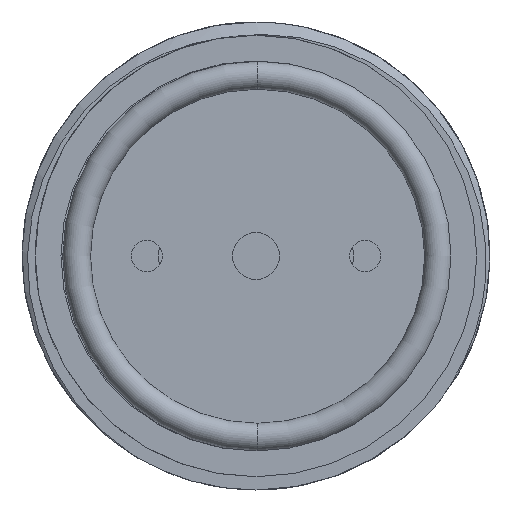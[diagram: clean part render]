
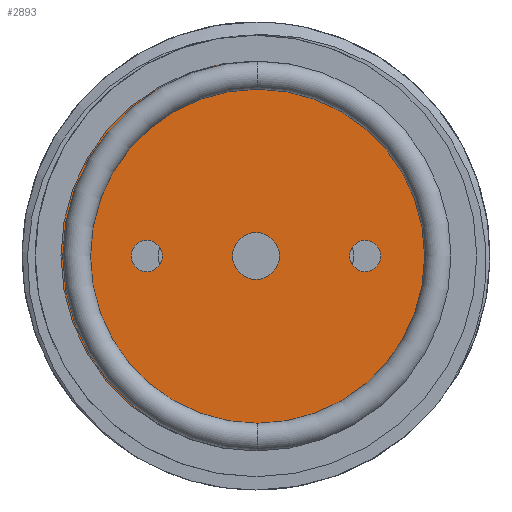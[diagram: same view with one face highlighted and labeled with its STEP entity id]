
A CAD part, front view. The second image highlights one B-rep face of the part: STEP entity #2893.
In plain terms, the highlighted planar face has unit normal (0, -1, 0).
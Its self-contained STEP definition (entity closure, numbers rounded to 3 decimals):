
#20 = FACE_BOUND ( 'NONE', #419, .T. ) ;
#119 = DIRECTION ( 'NONE',  ( 0., -1., 0. ) ) ;
#204 = ORIENTED_EDGE ( 'NONE', *, *, #2322, .F. ) ;
#208 = CIRCLE ( 'NONE', #2982, 12.5 ) ;
#218 = CARTESIAN_POINT ( 'NONE',  ( 0., 1.4, 0. ) ) ;
#251 = CIRCLE ( 'NONE', #3634, 1. ) ;
#257 = EDGE_LOOP ( 'NONE', ( #2116, #4513 ) ) ;
#419 = EDGE_LOOP ( 'NONE', ( #204, #3277 ) ) ;
#582 = DIRECTION ( 'NONE',  ( 0., 0., -1. ) ) ;
#588 = VERTEX_POINT ( 'NONE', #1178 ) ;
#682 = AXIS2_PLACEMENT_3D ( 'NONE', #1583, #4068, #1950 ) ;
#722 = CARTESIAN_POINT ( 'NONE',  ( 0., 1.4, 0. ) ) ;
#788 = CARTESIAN_POINT ( 'NONE',  ( 0., 1.4, 0. ) ) ;
#801 = EDGE_CURVE ( 'NONE', #3261, #2758, #1125, .T. ) ;
#806 = DIRECTION ( 'NONE',  ( 0., -1., 0. ) ) ;
#873 = FACE_OUTER_BOUND ( 'NONE', #3632, .T. ) ;
#946 = CARTESIAN_POINT ( 'NONE',  ( 0., 1.4, 1.5 ) ) ;
#1036 = CARTESIAN_POINT ( 'NONE',  ( 0., 1.4, -12.5 ) ) ;
#1066 = VERTEX_POINT ( 'NONE', #3301 ) ;
#1085 = ORIENTED_EDGE ( 'NONE', *, *, #2906, .F. ) ;
#1087 = DIRECTION ( 'NONE',  ( 0., 0., -1. ) ) ;
#1125 = CIRCLE ( 'NONE', #2261, 1. ) ;
#1130 = CARTESIAN_POINT ( 'NONE',  ( 0., 1.4, 0. ) ) ;
#1178 = CARTESIAN_POINT ( 'NONE',  ( 0., 1.4, 12.5 ) ) ;
#1499 = DIRECTION ( 'NONE',  ( 0., 0., -1. ) ) ;
#1583 = CARTESIAN_POINT ( 'NONE',  ( -7., 1.4, 0. ) ) ;
#1591 = CARTESIAN_POINT ( 'NONE',  ( 7., 1.4, 0. ) ) ;
#1707 = DIRECTION ( 'NONE',  ( 0., -1., 0. ) ) ;
#1786 = ORIENTED_EDGE ( 'NONE', *, *, #2021, .F. ) ;
#1815 = FACE_BOUND ( 'NONE', #3493, .T. ) ;
#1817 = VERTEX_POINT ( 'NONE', #1036 ) ;
#1863 = AXIS2_PLACEMENT_3D ( 'NONE', #3840, #1707, #4192 ) ;
#1873 = DIRECTION ( 'NONE',  ( 0., 0., -1. ) ) ;
#1890 = CARTESIAN_POINT ( 'NONE',  ( 7., 1.4, 1. ) ) ;
#1924 = EDGE_CURVE ( 'NONE', #1817, #588, #3244, .T. ) ;
#1950 = DIRECTION ( 'NONE',  ( 0., 0., -1. ) ) ;
#2021 = EDGE_CURVE ( 'NONE', #3183, #3030, #4059, .T. ) ;
#2070 = AXIS2_PLACEMENT_3D ( 'NONE', #722, #3246, #1087 ) ;
#2094 = AXIS2_PLACEMENT_3D ( 'NONE', #2959, #806, #3327 ) ;
#2116 = ORIENTED_EDGE ( 'NONE', *, *, #4281, .F. ) ;
#2261 = AXIS2_PLACEMENT_3D ( 'NONE', #1591, #2921, #4333 ) ;
#2274 = CARTESIAN_POINT ( 'NONE',  ( -7., 1.4, 0. ) ) ;
#2322 = EDGE_CURVE ( 'NONE', #1066, #4366, #3288, .T. ) ;
#2336 = AXIS2_PLACEMENT_3D ( 'NONE', #788, #4001, #1873 ) ;
#2497 = EDGE_CURVE ( 'NONE', #588, #1817, #208, .T. ) ;
#2624 = CARTESIAN_POINT ( 'NONE',  ( 7., 1.4, -1. ) ) ;
#2629 = DIRECTION ( 'NONE',  ( 0., 0., -1. ) ) ;
#2727 = DIRECTION ( 'NONE',  ( 0., -1., 0. ) ) ;
#2758 = VERTEX_POINT ( 'NONE', #2624 ) ;
#2893 = ADVANCED_FACE ( 'NONE', ( #3716, #20, #1815, #873 ), #2931, .T. ) ;
#2906 = EDGE_CURVE ( 'NONE', #3030, #3183, #3596, .T. ) ;
#2921 = DIRECTION ( 'NONE',  ( 0., -1., 0. ) ) ;
#2931 = PLANE ( 'NONE',  #2336 ) ;
#2959 = CARTESIAN_POINT ( 'NONE',  ( 0., 1.4, 0. ) ) ;
#2982 = AXIS2_PLACEMENT_3D ( 'NONE', #218, #2727, #582 ) ;
#3030 = VERTEX_POINT ( 'NONE', #946 ) ;
#3183 = VERTEX_POINT ( 'NONE', #4561 ) ;
#3244 = CIRCLE ( 'NONE', #2070, 12.5 ) ;
#3246 = DIRECTION ( 'NONE',  ( 0., -1., 0. ) ) ;
#3261 = VERTEX_POINT ( 'NONE', #1890 ) ;
#3273 = EDGE_CURVE ( 'NONE', #4366, #1066, #251, .T. ) ;
#3277 = ORIENTED_EDGE ( 'NONE', *, *, #3273, .F. ) ;
#3288 = CIRCLE ( 'NONE', #682, 1. ) ;
#3301 = CARTESIAN_POINT ( 'NONE',  ( -7., 1.4, -1. ) ) ;
#3327 = DIRECTION ( 'NONE',  ( 0., 0., -1. ) ) ;
#3493 = EDGE_LOOP ( 'NONE', ( #1786, #1085 ) ) ;
#3596 = CIRCLE ( 'NONE', #2094, 1.5 ) ;
#3623 = DIRECTION ( 'NONE',  ( 0., -1., 0. ) ) ;
#3632 = EDGE_LOOP ( 'NONE', ( #3643, #4485 ) ) ;
#3634 = AXIS2_PLACEMENT_3D ( 'NONE', #2274, #119, #2629 ) ;
#3643 = ORIENTED_EDGE ( 'NONE', *, *, #1924, .T. ) ;
#3716 = FACE_BOUND ( 'NONE', #257, .T. ) ;
#3840 = CARTESIAN_POINT ( 'NONE',  ( 7., 1.4, 0. ) ) ;
#3952 = AXIS2_PLACEMENT_3D ( 'NONE', #1130, #3623, #1499 ) ;
#4001 = DIRECTION ( 'NONE',  ( 0., -1., 0. ) ) ;
#4059 = CIRCLE ( 'NONE', #3952, 1.5 ) ;
#4068 = DIRECTION ( 'NONE',  ( 0., -1., 0. ) ) ;
#4192 = DIRECTION ( 'NONE',  ( 0., 0., -1. ) ) ;
#4207 = CARTESIAN_POINT ( 'NONE',  ( -7., 1.4, 1. ) ) ;
#4281 = EDGE_CURVE ( 'NONE', #2758, #3261, #4392, .T. ) ;
#4333 = DIRECTION ( 'NONE',  ( 0., 0., -1. ) ) ;
#4366 = VERTEX_POINT ( 'NONE', #4207 ) ;
#4392 = CIRCLE ( 'NONE', #1863, 1. ) ;
#4485 = ORIENTED_EDGE ( 'NONE', *, *, #2497, .T. ) ;
#4513 = ORIENTED_EDGE ( 'NONE', *, *, #801, .F. ) ;
#4561 = CARTESIAN_POINT ( 'NONE',  ( 0., 1.4, -1.5 ) ) ;
